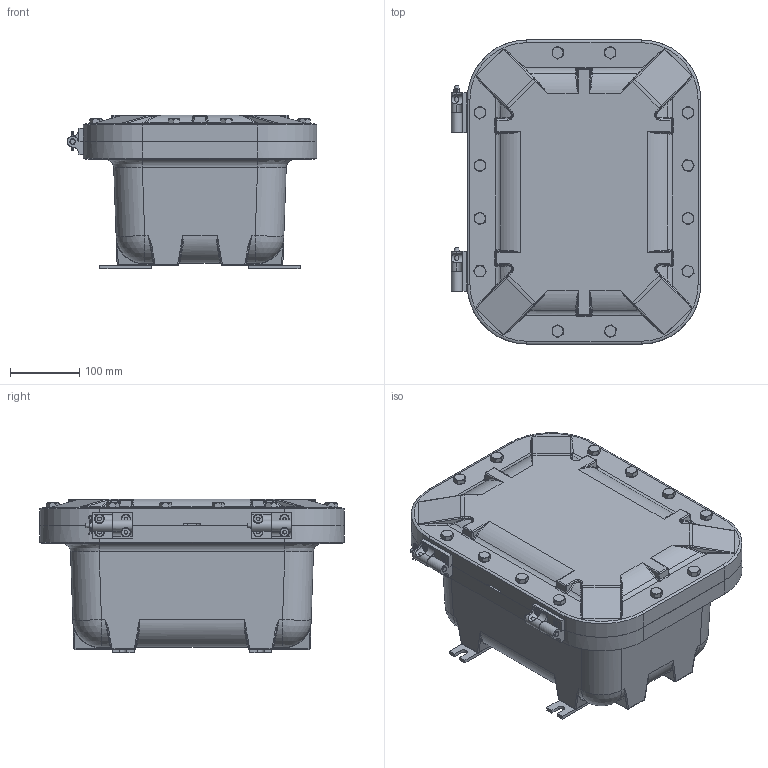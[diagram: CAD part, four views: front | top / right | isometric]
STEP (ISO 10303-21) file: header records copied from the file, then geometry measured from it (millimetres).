
FILE_DESCRIPTION(/* description */ (''),/* implementation_level */ '2;1');
FILE_NAME(/* name */ 'KIL_EXB-8126 N34.stp',/* time_stamp */ '2017-11-21T14:35:07+05:00',/* author */ ('ypadmaraja'),/* organization */ (''),/* preprocessor_version */ 'ST-DEVELOPER v16.13',/* originating_system */ 'Autodesk Inventor 2018',/* authorisation */ '');
FILE_SCHEMA (('AUTOMOTIVE_DESIGN { 1 0 10303 214 3 1 1 }'));
Products named in the file (14): EXB-8126 N34_1; 17598; 17597; Hinge 11T; 18095; SAE J487a - 1/8 x 3/4    Extended Prong Square Cut Type; Hinge 11B; 18094; 18093; 18147AABB; 0725115B; 15688; 15703; 14729-gasket-02
Assembly tree (42 placements, depth 3):
  EXB-8126 N34_1
    17598
    17597
    Hinge 11T
      18095
      18093
      SAE J487a - 1/8 x 3/4    Extended Prong Square Cut Type
    Hinge 11B
      18094
      18093
    18147AABB  x8
    0725115B  x12
    15688  x4
    15703  x8
    14729-gasket-02
Bounding box: 359.51 x 438.15 x 221.46 mm (x, y, z)
Volume: 9411095.7 mm3; surface area: 1096782.2 mm2
Topology: 42 solids, 43 shells, 2746 faces, 7180 edges, 4560 vertices
Faces by surface type: plane 1401, bspline 490, cylinder 445, cone 322, torus 52, sphere 36
Full cylindrical faces by diameter (mm): 2.779 x1, 3.962 x4, 4.978 x16, 5.613 x8, 6.144 x8, 6.198 x8, 6.35 x4, 6.746 x8, 7.144 x8, 7.798 x4, 8.075 x2, 8.077 x4, 10.592 x12, 11.125 x12, 12.418 x8, 13.494 x24, 15.367 x12
Entity records: 58229 total; most frequent: CARTESIAN_POINT 19831, ORIENTED_EDGE 8190, DIRECTION 6844, EDGE_CURVE 4095, VERTEX_POINT 2668, AXIS2_PLACEMENT_3D 2334, LINE 2176, VECTOR 2176
